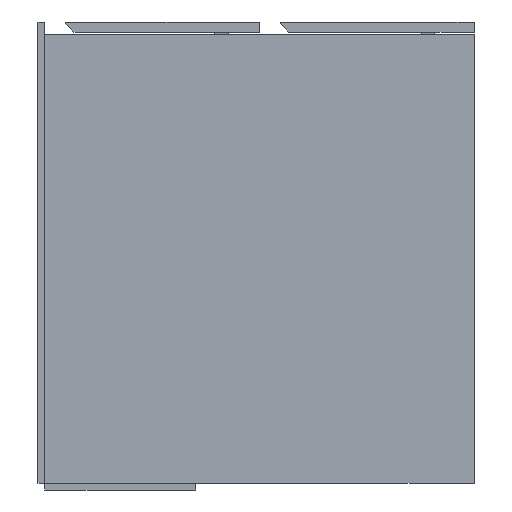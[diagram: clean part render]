
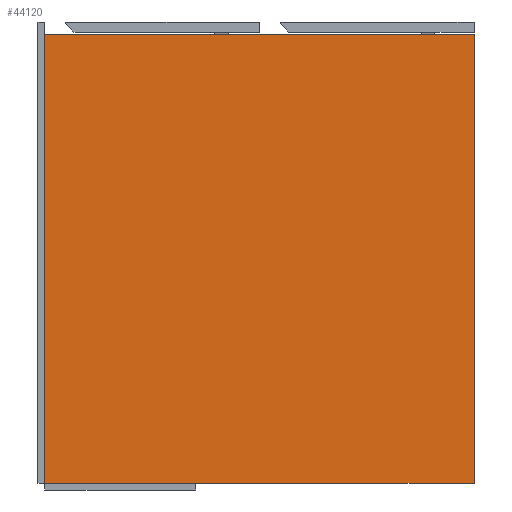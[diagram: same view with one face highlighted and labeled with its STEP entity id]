
A CAD part, left-side view. The second image highlights one B-rep face of the part: STEP entity #44120.
In plain terms, the highlighted planar face has unit normal (-1, 0, 0).
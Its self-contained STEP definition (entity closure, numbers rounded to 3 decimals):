
#6229 = CARTESIAN_POINT ( 'NONE',  ( 2., 1047.337, -550. ) ) ;
#9778 = DIRECTION ( 'NONE',  ( 0., 0., 1. ) ) ;
#11075 = VERTEX_POINT ( 'NONE', #109775 ) ;
#18922 = ORIENTED_EDGE ( 'NONE', *, *, #38908, .T. ) ;
#28437 = CARTESIAN_POINT ( 'NONE',  ( 2., 512., -550. ) ) ;
#28834 = EDGE_CURVE ( 'NONE', #141240, #62266, #113981, .T. ) ;
#29389 = DIRECTION ( 'NONE',  ( 0., 0., -1. ) ) ;
#30101 = FACE_OUTER_BOUND ( 'NONE', #58685, .T. ) ;
#32635 = CARTESIAN_POINT ( 'NONE',  ( 2., 1047.337, -15. ) ) ;
#38908 = EDGE_CURVE ( 'NONE', #62266, #46657, #76959, .T. ) ;
#43062 = PLANE ( 'NONE',  #100618 ) ;
#44120 = ADVANCED_FACE ( 'NONE', ( #30101 ), #43062, .F. ) ;
#46657 = VERTEX_POINT ( 'NONE', #77680 ) ;
#49605 = DIRECTION ( 'NONE',  ( 0., -1., 0. ) ) ;
#57082 = LINE ( 'NONE', #122198, #64503 ) ;
#58685 = EDGE_LOOP ( 'NONE', ( #81072, #143043, #18922, #128927 ) ) ;
#60084 = VECTOR ( 'NONE', #49605, 1000. ) ;
#62009 = CARTESIAN_POINT ( 'NONE',  ( 2., 0., -550. ) ) ;
#62266 = VERTEX_POINT ( 'NONE', #62009 ) ;
#63982 = CARTESIAN_POINT ( 'NONE',  ( 2., 0., -550. ) ) ;
#64503 = VECTOR ( 'NONE', #88226, 1000. ) ;
#68206 = VECTOR ( 'NONE', #9778, 1000. ) ;
#68644 = LINE ( 'NONE', #32635, #110737 ) ;
#76673 = DIRECTION ( 'NONE',  ( 0., -1., 0. ) ) ;
#76959 = LINE ( 'NONE', #63982, #68206 ) ;
#77680 = CARTESIAN_POINT ( 'NONE',  ( 2., 0., -15. ) ) ;
#81072 = ORIENTED_EDGE ( 'NONE', *, *, #117931, .F. ) ;
#88226 = DIRECTION ( 'NONE',  ( 0., 0., 1. ) ) ;
#100618 = AXIS2_PLACEMENT_3D ( 'NONE', #118276, #107400, #29389 ) ;
#107400 = DIRECTION ( 'NONE',  ( 1., 0., 0. ) ) ;
#109775 = CARTESIAN_POINT ( 'NONE',  ( 2., 512., -15. ) ) ;
#110737 = VECTOR ( 'NONE', #76673, 1000. ) ;
#113981 = LINE ( 'NONE', #6229, #60084 ) ;
#117931 = EDGE_CURVE ( 'NONE', #141240, #11075, #57082, .T. ) ;
#118107 = EDGE_CURVE ( 'NONE', #11075, #46657, #68644, .T. ) ;
#118276 = CARTESIAN_POINT ( 'NONE',  ( 2., 1047.337, -550. ) ) ;
#122198 = CARTESIAN_POINT ( 'NONE',  ( 2., 512., -550. ) ) ;
#128927 = ORIENTED_EDGE ( 'NONE', *, *, #118107, .F. ) ;
#141240 = VERTEX_POINT ( 'NONE', #28437 ) ;
#143043 = ORIENTED_EDGE ( 'NONE', *, *, #28834, .T. ) ;
